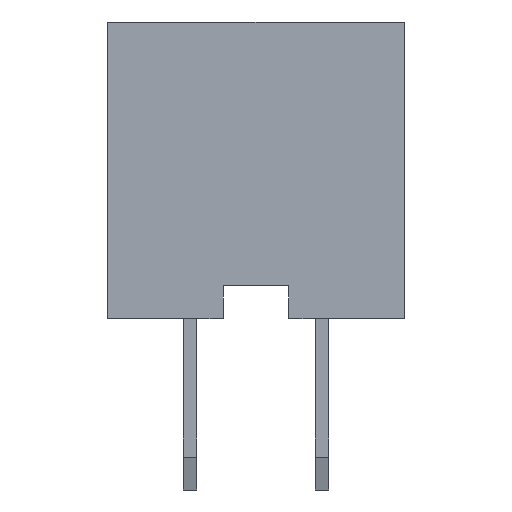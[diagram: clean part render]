
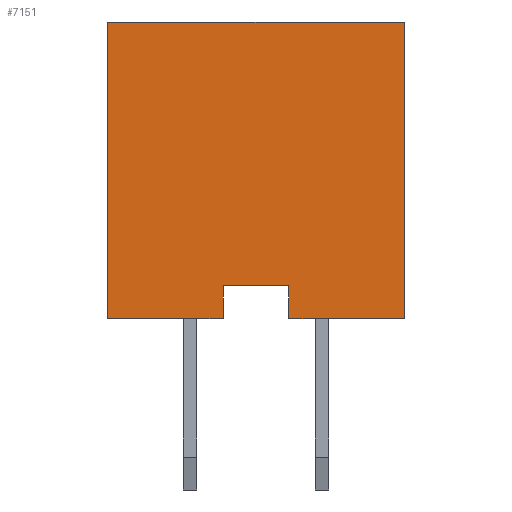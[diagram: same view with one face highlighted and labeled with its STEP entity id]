
A CAD part, left-side view. The second image highlights one B-rep face of the part: STEP entity #7151.
In plain terms, the highlighted planar face has unit normal (-1, 0, 0).
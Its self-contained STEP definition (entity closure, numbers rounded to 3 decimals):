
#77 = EDGE_CURVE ( 'NONE', #38886, #7843, #7844, .T. ) ;
#160 = CARTESIAN_POINT ( 'NONE',  ( -1., 2.25, 0. ) ) ;
#655 = CARTESIAN_POINT ( 'NONE',  ( -1., -0.5, 0. ) ) ;
#935 = ORIENTED_EDGE ( 'NONE', *, *, #11345, .F. ) ;
#1389 = VECTOR ( 'NONE', #39114, 1000. ) ;
#1648 = VECTOR ( 'NONE', #33548, 1000. ) ;
#1778 = VERTEX_POINT ( 'NONE', #27958 ) ;
#2557 = VERTEX_POINT ( 'NONE', #655 ) ;
#3416 = LINE ( 'NONE', #38928, #1389 ) ;
#5007 = EDGE_CURVE ( 'NONE', #8873, #5991, #15841, .T. ) ;
#5799 = LINE ( 'NONE', #31301, #21645 ) ;
#5938 = VECTOR ( 'NONE', #28596, 1000. ) ;
#5991 = VERTEX_POINT ( 'NONE', #22515 ) ;
#6088 = CARTESIAN_POINT ( 'NONE',  ( -1., -0.5, 0.5 ) ) ;
#6254 = EDGE_CURVE ( 'NONE', #2557, #1778, #21649, .T. ) ;
#6345 = DIRECTION ( 'NONE',  ( 0., 1., 0. ) ) ;
#7151 = ADVANCED_FACE ( 'NONE', ( #20826 ), #37155, .F. ) ;
#7843 = VERTEX_POINT ( 'NONE', #15695 ) ;
#7844 = LINE ( 'NONE', #17034, #1648 ) ;
#7983 = EDGE_CURVE ( 'NONE', #21090, #7843, #23160, .T. ) ;
#8632 = ORIENTED_EDGE ( 'NONE', *, *, #34261, .T. ) ;
#8873 = VERTEX_POINT ( 'NONE', #25967 ) ;
#11137 = CARTESIAN_POINT ( 'NONE',  ( -1., 0.5, 0.5 ) ) ;
#11345 = EDGE_CURVE ( 'NONE', #5991, #1778, #24438, .T. ) ;
#11908 = ORIENTED_EDGE ( 'NONE', *, *, #6254, .T. ) ;
#13972 = CARTESIAN_POINT ( 'NONE',  ( -1., 0.5, 0.5 ) ) ;
#14014 = DIRECTION ( 'NONE',  ( 0., 0., -1. ) ) ;
#14969 = EDGE_LOOP ( 'NONE', ( #26081, #20531, #29100, #39492, #11908, #935, #23810, #8632 ) ) ;
#15015 = DIRECTION ( 'NONE',  ( 1., 0., 0. ) ) ;
#15695 = CARTESIAN_POINT ( 'NONE',  ( -1., 0.5, 0. ) ) ;
#15841 = LINE ( 'NONE', #19161, #5938 ) ;
#17034 = CARTESIAN_POINT ( 'NONE',  ( -1., -2.25, 0. ) ) ;
#19161 = CARTESIAN_POINT ( 'NONE',  ( -1., -2.25, 4.5 ) ) ;
#20531 = ORIENTED_EDGE ( 'NONE', *, *, #7983, .F. ) ;
#20826 = FACE_OUTER_BOUND ( 'NONE', #14969, .T. ) ;
#21090 = VERTEX_POINT ( 'NONE', #11137 ) ;
#21645 = VECTOR ( 'NONE', #14014, 1000. ) ;
#21649 = LINE ( 'NONE', #30878, #29443 ) ;
#22415 = LINE ( 'NONE', #28078, #35432 ) ;
#22515 = CARTESIAN_POINT ( 'NONE',  ( -1., -2.25, 4.5 ) ) ;
#23160 = LINE ( 'NONE', #13972, #38224 ) ;
#23810 = ORIENTED_EDGE ( 'NONE', *, *, #5007, .F. ) ;
#24438 = LINE ( 'NONE', #30295, #24718 ) ;
#24718 = VECTOR ( 'NONE', #37382, 1000. ) ;
#25967 = CARTESIAN_POINT ( 'NONE',  ( -1., 2.25, 4.5 ) ) ;
#25981 = EDGE_CURVE ( 'NONE', #36315, #21090, #22415, .T. ) ;
#26081 = ORIENTED_EDGE ( 'NONE', *, *, #77, .T. ) ;
#26099 = EDGE_CURVE ( 'NONE', #2557, #36315, #3416, .T. ) ;
#27958 = CARTESIAN_POINT ( 'NONE',  ( -1., -2.25, 0. ) ) ;
#28078 = CARTESIAN_POINT ( 'NONE',  ( -1., 0.5, 0.5 ) ) ;
#28596 = DIRECTION ( 'NONE',  ( 0., -1., 0. ) ) ;
#28899 = AXIS2_PLACEMENT_3D ( 'NONE', #34009, #15015, #30465 ) ;
#29100 = ORIENTED_EDGE ( 'NONE', *, *, #25981, .F. ) ;
#29443 = VECTOR ( 'NONE', #37548, 1000. ) ;
#30295 = CARTESIAN_POINT ( 'NONE',  ( -1., -2.25, 4.5 ) ) ;
#30465 = DIRECTION ( 'NONE',  ( 0., 1., 0. ) ) ;
#30878 = CARTESIAN_POINT ( 'NONE',  ( -1., -2.25, 0. ) ) ;
#31301 = CARTESIAN_POINT ( 'NONE',  ( -1., 2.25, 4.5 ) ) ;
#33548 = DIRECTION ( 'NONE',  ( 0., -1., 0. ) ) ;
#34009 = CARTESIAN_POINT ( 'NONE',  ( -1., -2.25, 4.5 ) ) ;
#34261 = EDGE_CURVE ( 'NONE', #8873, #38886, #5799, .T. ) ;
#35432 = VECTOR ( 'NONE', #6345, 1000. ) ;
#36315 = VERTEX_POINT ( 'NONE', #6088 ) ;
#37155 = PLANE ( 'NONE',  #28899 ) ;
#37382 = DIRECTION ( 'NONE',  ( 0., 0., -1. ) ) ;
#37548 = DIRECTION ( 'NONE',  ( 0., -1., 0. ) ) ;
#38224 = VECTOR ( 'NONE', #39060, 1000. ) ;
#38886 = VERTEX_POINT ( 'NONE', #160 ) ;
#38928 = CARTESIAN_POINT ( 'NONE',  ( -1., -0.5, 0.5 ) ) ;
#39060 = DIRECTION ( 'NONE',  ( 0., 0., -1. ) ) ;
#39114 = DIRECTION ( 'NONE',  ( 0., 0., 1. ) ) ;
#39492 = ORIENTED_EDGE ( 'NONE', *, *, #26099, .F. ) ;
